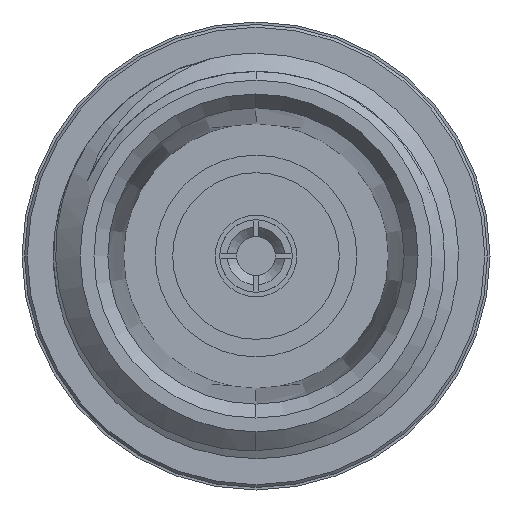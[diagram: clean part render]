
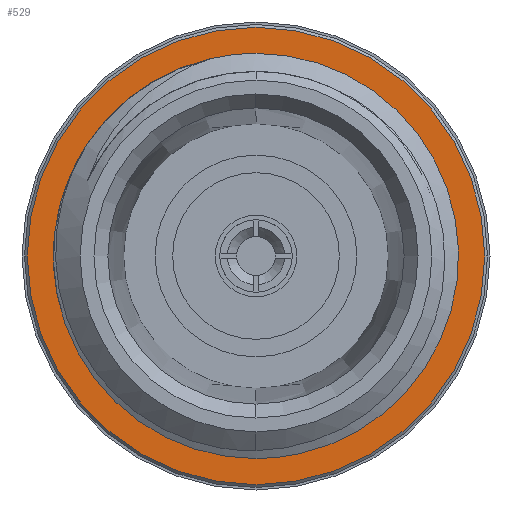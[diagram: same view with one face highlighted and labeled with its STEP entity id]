
A CAD part, left-side view. The second image highlights one B-rep face of the part: STEP entity #529.
In plain terms, the highlighted planar face has unit normal (-1, 0, 0).
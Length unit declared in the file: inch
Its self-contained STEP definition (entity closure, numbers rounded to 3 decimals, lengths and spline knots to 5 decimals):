
#113 = CARTESIAN_POINT ( 'NONE',  ( 0.60254, 0.247, 0. ) ) ;
#529 = ADVANCED_FACE ( 'NONE', ( #2771, #3997 ), #6253, .T. ) ;
#1417 = DIRECTION ( 'NONE',  ( -1., 0., 0. ) ) ;
#1679 = AXIS2_PLACEMENT_3D ( 'NONE', #14175, #18913, #18697 ) ;
#2189 = ORIENTED_EDGE ( 'NONE', *, *, #2455, .T. ) ;
#2455 = EDGE_CURVE ( 'NONE', #7874, #7449, #9114, .T. ) ;
#2771 = FACE_OUTER_BOUND ( 'NONE', #14890, .T. ) ;
#3812 = CARTESIAN_POINT ( 'NONE',  ( 0.60254, 0., 0.19 ) ) ;
#3997 = FACE_BOUND ( 'NONE', #16885, .T. ) ;
#4496 = CARTESIAN_POINT ( 'NONE',  ( 0.60254, 0., 0. ) ) ;
#4993 = ORIENTED_EDGE ( 'NONE', *, *, #9433, .T. ) ;
#5505 = CIRCLE ( 'NONE', #1679, 0.19 ) ;
#5684 = DIRECTION ( 'NONE',  ( 0., -1., 0. ) ) ;
#5879 = CIRCLE ( 'NONE', #20092, 0.247 ) ;
#6253 = PLANE ( 'NONE',  #17368 ) ;
#6397 = ORIENTED_EDGE ( 'NONE', *, *, #17249, .T. ) ;
#7449 = VERTEX_POINT ( 'NONE', #7991 ) ;
#7486 = DIRECTION ( 'NONE',  ( 0., -1., 0. ) ) ;
#7874 = VERTEX_POINT ( 'NONE', #113 ) ;
#7925 = VERTEX_POINT ( 'NONE', #9619 ) ;
#7991 = CARTESIAN_POINT ( 'NONE',  ( 0.60254, -0.247, 0. ) ) ;
#8502 = ORIENTED_EDGE ( 'NONE', *, *, #18652, .T. ) ;
#9114 = CIRCLE ( 'NONE', #16875, 0.247 ) ;
#9336 = DIRECTION ( 'NONE',  ( 0., -1., 0. ) ) ;
#9433 = EDGE_CURVE ( 'NONE', #7449, #7874, #5879, .T. ) ;
#9619 = CARTESIAN_POINT ( 'NONE',  ( 0.60254, 0., -0.19 ) ) ;
#9957 = DIRECTION ( 'NONE',  ( -1., 0., 0. ) ) ;
#10666 = DIRECTION ( 'NONE',  ( 1., 0., 0. ) ) ;
#14175 = CARTESIAN_POINT ( 'NONE',  ( 0.60254, 0., 0. ) ) ;
#14184 = CIRCLE ( 'NONE', #16680, 0.19 ) ;
#14865 = VERTEX_POINT ( 'NONE', #3812 ) ;
#14890 = EDGE_LOOP ( 'NONE', ( #2189, #4993 ) ) ;
#15241 = CARTESIAN_POINT ( 'NONE',  ( 0.60254, 0., 0. ) ) ;
#16680 = AXIS2_PLACEMENT_3D ( 'NONE', #4496, #10666, #7486 ) ;
#16875 = AXIS2_PLACEMENT_3D ( 'NONE', #15241, #20048, #5684 ) ;
#16885 = EDGE_LOOP ( 'NONE', ( #6397, #8502 ) ) ;
#17249 = EDGE_CURVE ( 'NONE', #7925, #14865, #14184, .T. ) ;
#17368 = AXIS2_PLACEMENT_3D ( 'NONE', #20224, #1417, #9336 ) ;
#17837 = DIRECTION ( 'NONE',  ( 0., -1., 0. ) ) ;
#18652 = EDGE_CURVE ( 'NONE', #14865, #7925, #5505, .T. ) ;
#18697 = DIRECTION ( 'NONE',  ( 0., -1., 0. ) ) ;
#18913 = DIRECTION ( 'NONE',  ( 1., 0., 0. ) ) ;
#19642 = CARTESIAN_POINT ( 'NONE',  ( 0.60254, 0., 0. ) ) ;
#20048 = DIRECTION ( 'NONE',  ( -1., 0., 0. ) ) ;
#20092 = AXIS2_PLACEMENT_3D ( 'NONE', #19642, #9957, #17837 ) ;
#20224 = CARTESIAN_POINT ( 'NONE',  ( 0.60254, 0., 0. ) ) ;
